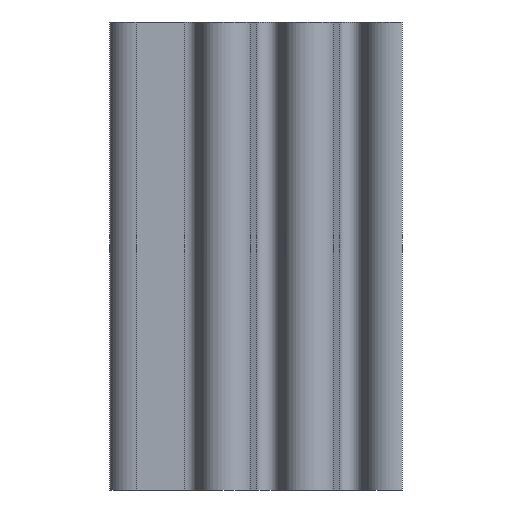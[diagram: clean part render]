
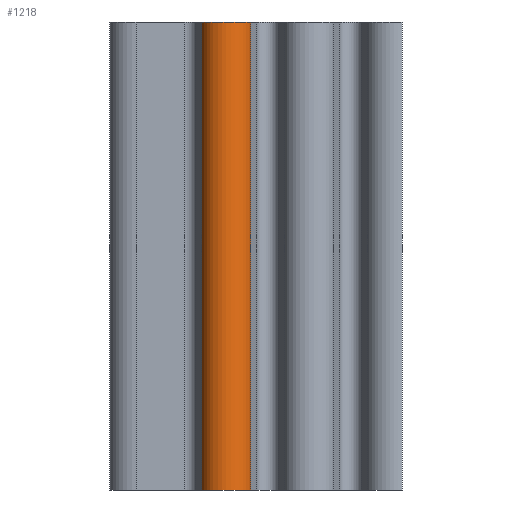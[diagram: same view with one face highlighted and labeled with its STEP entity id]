
A CAD part, left-side view. The second image highlights one B-rep face of the part: STEP entity #1218.
In plain terms, the highlighted cylindrical face has radius 2.7 mm (diameter 5.4 mm), a partial arc.
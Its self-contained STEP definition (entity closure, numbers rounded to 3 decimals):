
#71=CIRCLE('',#1357,2.7);
#72=CIRCLE('',#1358,2.7);
#103=CYLINDRICAL_SURFACE('',#1356,2.7);
#162=FACE_OUTER_BOUND('',#224,.T.);
#224=EDGE_LOOP('',(#997,#998,#999,#1000));
#344=LINE('',#2076,#464);
#345=LINE('',#2082,#465);
#464=VECTOR('',#1708,10.);
#465=VECTOR('',#1715,10.);
#583=VERTEX_POINT('',#2072);
#584=VERTEX_POINT('',#2074);
#585=VERTEX_POINT('',#2078);
#586=VERTEX_POINT('',#2080);
#760=EDGE_CURVE('',#583,#584,#344,.T.);
#761=EDGE_CURVE('',#585,#583,#71,.T.);
#762=EDGE_CURVE('',#586,#584,#72,.T.);
#763=EDGE_CURVE('',#585,#586,#345,.T.);
#997=ORIENTED_EDGE('',*,*,#761,.T.);
#998=ORIENTED_EDGE('',*,*,#760,.T.);
#999=ORIENTED_EDGE('',*,*,#762,.F.);
#1000=ORIENTED_EDGE('',*,*,#763,.F.);
#1218=ADVANCED_FACE('',(#162),#103,.T.);
#1356=AXIS2_PLACEMENT_3D('',#2077,#1709,#1710);
#1357=AXIS2_PLACEMENT_3D('',#2079,#1711,#1712);
#1358=AXIS2_PLACEMENT_3D('',#2081,#1713,#1714);
#1708=DIRECTION('',(0.,0.,1.));
#1709=DIRECTION('center_axis',(0.,0.,1.));
#1710=DIRECTION('ref_axis',(-0.376,0.927,0.));
#1711=DIRECTION('center_axis',(0.,0.,1.));
#1712=DIRECTION('ref_axis',(-0.376,0.927,0.));
#1713=DIRECTION('center_axis',(0.,0.,1.));
#1714=DIRECTION('ref_axis',(-0.376,0.927,0.));
#1715=DIRECTION('',(0.,0.,1.));
#2072=CARTESIAN_POINT('',(-14.655,113.229,0.));
#2074=CARTESIAN_POINT('',(-14.655,113.229,48.));
#2076=CARTESIAN_POINT('',(-14.655,113.229,0.));
#2077=CARTESIAN_POINT('Origin',(-13.639,115.731,0.));
#2078=CARTESIAN_POINT('',(-14.655,118.232,0.));
#2079=CARTESIAN_POINT('Origin',(-13.639,115.731,0.));
#2080=CARTESIAN_POINT('',(-14.655,118.232,48.));
#2081=CARTESIAN_POINT('Origin',(-13.639,115.731,48.));
#2082=CARTESIAN_POINT('',(-14.655,118.232,0.));
